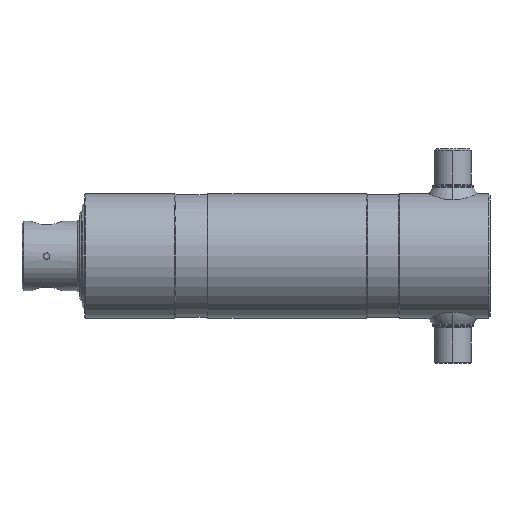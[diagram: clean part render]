
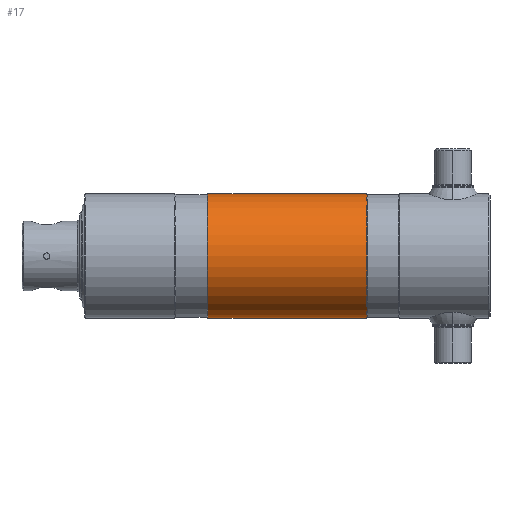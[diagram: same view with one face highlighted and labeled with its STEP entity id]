
A CAD part, left-side view. The second image highlights one B-rep face of the part: STEP entity #17.
In plain terms, the highlighted cylindrical face has radius 75.75 mm (diameter 151.5 mm), a partial arc.
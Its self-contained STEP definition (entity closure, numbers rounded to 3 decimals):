
#17 = ADVANCED_FACE ( 'NONE', ( #4256 ), #4035, .T. ) ;
#121 = DIRECTION ( 'NONE',  ( 0., 0., 1. ) ) ;
#518 = CARTESIAN_POINT ( 'NONE',  ( 0., 343., -75.75 ) ) ;
#825 = AXIS2_PLACEMENT_3D ( 'NONE', #4195, #9356, #4931 ) ;
#897 = EDGE_CURVE ( 'NONE', #8935, #2392, #3498, .T. ) ;
#904 = CARTESIAN_POINT ( 'NONE',  ( 0., 522.61, 0. ) ) ;
#1513 = VECTOR ( 'NONE', #8734, 1000. ) ;
#1734 = ORIENTED_EDGE ( 'NONE', *, *, #897, .T. ) ;
#1933 = VERTEX_POINT ( 'NONE', #7689 ) ;
#2392 = VERTEX_POINT ( 'NONE', #2500 ) ;
#2427 = DIRECTION ( 'NONE',  ( 0., 1., 0. ) ) ;
#2500 = CARTESIAN_POINT ( 'NONE',  ( 0., 343., 75.75 ) ) ;
#2522 = EDGE_LOOP ( 'NONE', ( #4708, #9561, #1734, #2602 ) ) ;
#2602 = ORIENTED_EDGE ( 'NONE', *, *, #3516, .F. ) ;
#2989 = VECTOR ( 'NONE', #2427, 1000. ) ;
#3341 = EDGE_CURVE ( 'NONE', #1933, #5776, #4722, .T. ) ;
#3342 = CIRCLE ( 'NONE', #825, 75.75 ) ;
#3498 = LINE ( 'NONE', #5071, #1513 ) ;
#3516 = EDGE_CURVE ( 'NONE', #5776, #2392, #3342, .T. ) ;
#4035 = CYLINDRICAL_SURFACE ( 'NONE', #6870, 75.75 ) ;
#4195 = CARTESIAN_POINT ( 'NONE',  ( 0., 343., 0. ) ) ;
#4256 = FACE_OUTER_BOUND ( 'NONE', #2522, .T. ) ;
#4570 = DIRECTION ( 'NONE',  ( 0., 1., 0. ) ) ;
#4604 = DIRECTION ( 'NONE',  ( 0., 1., 0. ) ) ;
#4708 = ORIENTED_EDGE ( 'NONE', *, *, #3341, .F. ) ;
#4722 = LINE ( 'NONE', #7621, #2989 ) ;
#4743 = EDGE_CURVE ( 'NONE', #1933, #8935, #9531, .T. ) ;
#4931 = DIRECTION ( 'NONE',  ( 0., 0., 1. ) ) ;
#5064 = AXIS2_PLACEMENT_3D ( 'NONE', #8979, #4570, #121 ) ;
#5071 = CARTESIAN_POINT ( 'NONE',  ( 0., 522.61, 75.75 ) ) ;
#5776 = VERTEX_POINT ( 'NONE', #518 ) ;
#6870 = AXIS2_PLACEMENT_3D ( 'NONE', #904, #4604, #9014 ) ;
#7621 = CARTESIAN_POINT ( 'NONE',  ( 0., 522.61, -75.75 ) ) ;
#7689 = CARTESIAN_POINT ( 'NONE',  ( 0., 150., -75.75 ) ) ;
#8734 = DIRECTION ( 'NONE',  ( 0., 1., 0. ) ) ;
#8935 = VERTEX_POINT ( 'NONE', #9284 ) ;
#8979 = CARTESIAN_POINT ( 'NONE',  ( 0., 150., 0. ) ) ;
#9014 = DIRECTION ( 'NONE',  ( 0., 0., 1. ) ) ;
#9284 = CARTESIAN_POINT ( 'NONE',  ( 0., 150., 75.75 ) ) ;
#9356 = DIRECTION ( 'NONE',  ( 0., 1., 0. ) ) ;
#9531 = CIRCLE ( 'NONE', #5064, 75.75 ) ;
#9561 = ORIENTED_EDGE ( 'NONE', *, *, #4743, .T. ) ;
